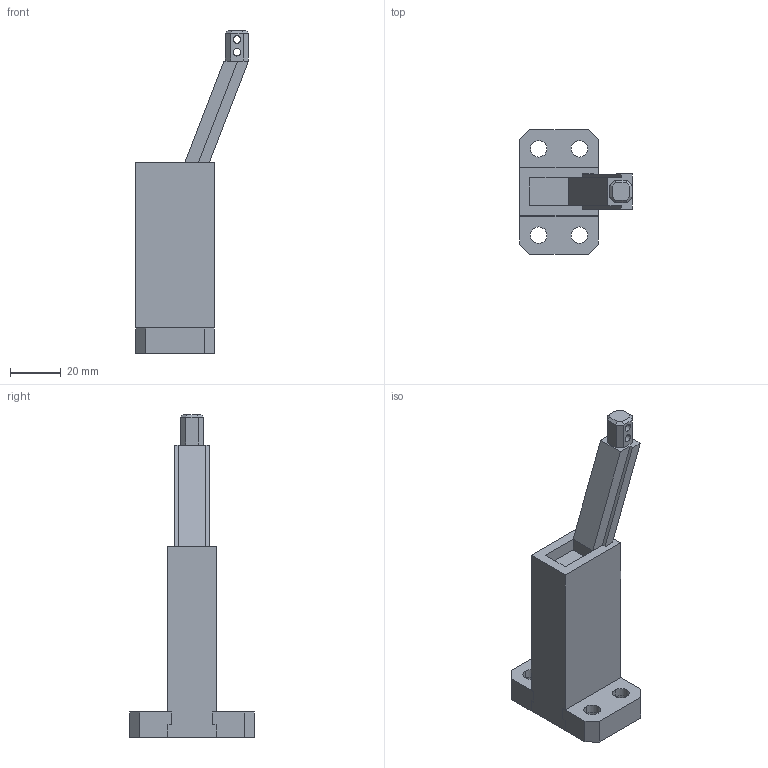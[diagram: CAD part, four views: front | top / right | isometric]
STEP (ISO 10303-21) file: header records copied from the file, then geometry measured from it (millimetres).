
FILE_DESCRIPTION (( 'STEP AP214' ), '1' );
FILE_NAME ('ŠJŽ¦—p_SS02_.STEP', '2017-06-23T09:51:01', ( '' ), ( '' ), 'SwSTEP 2.0', 'SolidWorks 2016', '' );
FILE_SCHEMA (( 'AUTOMOTIVE_DESIGN' ));
Length unit declared in the file: millimetre
Products named in the file (5): 開示用_SS02_keyblock; 開示用_SS02_holder_; 開示用_SS02_slidecore_; 開示用_SS02_holdcore; 開示用_SS02_
Assembly tree (4 placements, depth 2):
  開示用_SS02_
    開示用_SS02_holder_
    開示用_SS02_slidecore_
    開示用_SS02_holdcore
    開示用_SS02_keyblock
Bounding box: 44.35 x 49 x 127 mm (x, y, z)
Volume: 44221.8 mm3; surface area: 23331.5 mm2
Topology: 5 solids, 5 shells, 119 faces, 292 edges, 189 vertices
Faces by surface type: plane 91, cylinder 24, cone 4
Entity records: 4957 total; most frequent: CARTESIAN_POINT 605, DIRECTION 592, ORIENTED_EDGE 580, EDGE_CURVE 290, LINE 240, VECTOR 240, VERTEX_POINT 189, AXIS2_PLACEMENT_3D 176
